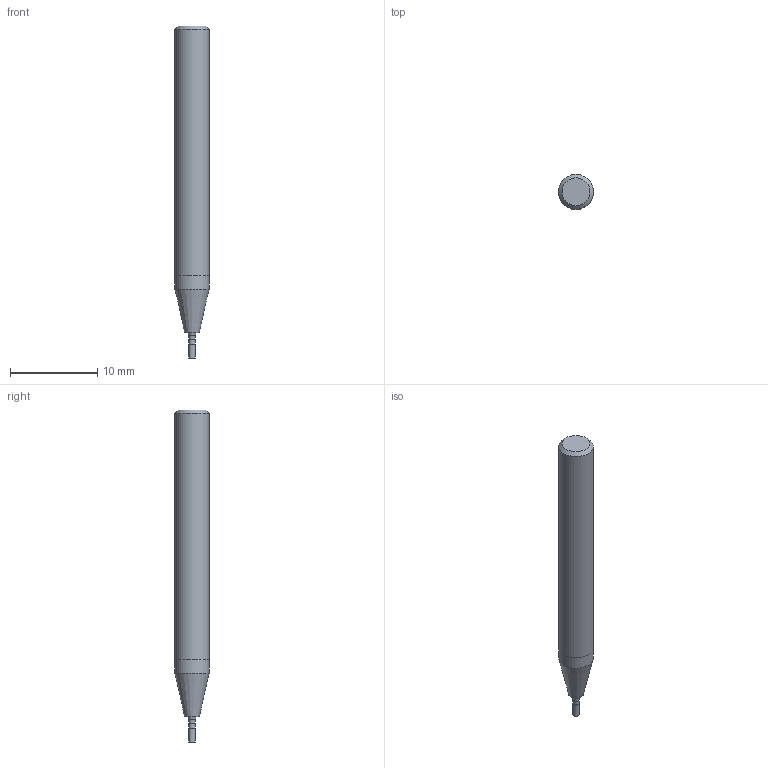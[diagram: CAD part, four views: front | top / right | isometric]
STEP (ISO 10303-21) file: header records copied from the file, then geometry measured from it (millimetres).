
FILE_DESCRIPTION (( 'STEP AP203' ), '1' );
FILE_NAME ('388801.step', '2021-12-13T10:25:52', ( '' ), ( '' ), 'SwSTEP 2.0', 'SolidWorks 2019', '' );
FILE_SCHEMA (( 'CONFIG_CONTROL_DESIGN' ));
Length unit declared in the file: millimetre
Products named in the file (1): 388801
Bounding box: 4 x 4 x 38 mm (x, y, z)
Volume: 410.2 mm3; surface area: 442.1 mm2
Topology: 2 solids, 2 shells, 14 faces, 20 edges, 12 vertices
Faces by surface type: plane 6, cylinder 4, cone 3, torus 1
Full cylindrical faces by diameter (mm): 0.7 x2, 3.92 x1, 4 x1
Entity records: 339 total; most frequent: DIRECTION 54, CARTESIAN_POINT 39, AXIS2_PLACEMENT_3D 27, ORIENTED_EDGE 24, EDGE_LOOP 24, FACE_OUTER_BOUND 19, ADVANCED_FACE 14, VERTEX_POINT 12
